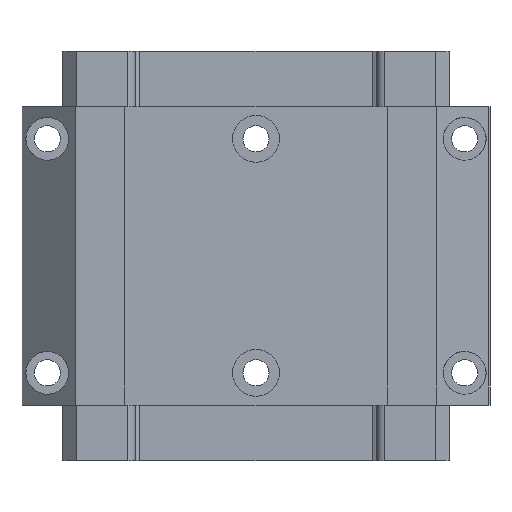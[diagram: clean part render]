
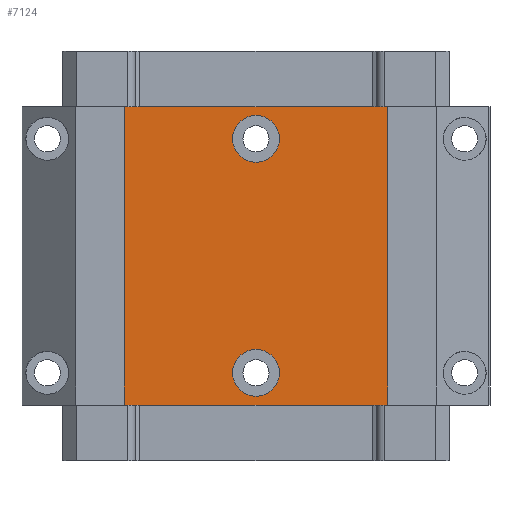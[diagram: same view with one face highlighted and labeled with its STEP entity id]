
A CAD part, front view. The second image highlights one B-rep face of the part: STEP entity #7124.
In plain terms, the highlighted planar face has unit normal (0, -1, 0).
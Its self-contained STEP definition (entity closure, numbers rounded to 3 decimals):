
#119 = FACE_BOUND ( 'NONE', #3943, .T. ) ;
#171 = CIRCLE ( 'NONE', #2695, 6. ) ;
#268 = VERTEX_POINT ( 'NONE', #836 ) ;
#410 = CARTESIAN_POINT ( 'NONE',  ( 33.75, -10.7, -38.25 ) ) ;
#585 = DIRECTION ( 'NONE',  ( 0., 0., 1. ) ) ;
#630 = CARTESIAN_POINT ( 'NONE',  ( 0., -10.7, -24. ) ) ;
#836 = CARTESIAN_POINT ( 'NONE',  ( -33.75, -10.7, 38.25 ) ) ;
#875 = CARTESIAN_POINT ( 'NONE',  ( 0., -10.7, 30. ) ) ;
#931 = CARTESIAN_POINT ( 'NONE',  ( 33.75, -10.7, -45.9 ) ) ;
#1155 = ORIENTED_EDGE ( 'NONE', *, *, #2674, .F. ) ;
#1186 = CARTESIAN_POINT ( 'NONE',  ( 33.75, -10.7, -38.25 ) ) ;
#1223 = CARTESIAN_POINT ( 'NONE',  ( 33.75, -10.7, 38.25 ) ) ;
#1267 = VERTEX_POINT ( 'NONE', #3672 ) ;
#1352 = DIRECTION ( 'NONE',  ( 0., 0., -1. ) ) ;
#1384 = EDGE_CURVE ( 'NONE', #6821, #1267, #1390, .T. ) ;
#1390 = LINE ( 'NONE', #410, #3187 ) ;
#1421 = DIRECTION ( 'NONE',  ( 0., 0., 1. ) ) ;
#1498 = CARTESIAN_POINT ( 'NONE',  ( 33.75, -10.7, 38.25 ) ) ;
#1700 = EDGE_LOOP ( 'NONE', ( #5850, #4930, #2945, #3075 ) ) ;
#1709 = EDGE_CURVE ( 'NONE', #268, #5218, #3182, .T. ) ;
#1778 = AXIS2_PLACEMENT_3D ( 'NONE', #4041, #6379, #6939 ) ;
#2276 = VERTEX_POINT ( 'NONE', #2380 ) ;
#2277 = DIRECTION ( 'NONE',  ( 0., -1., 0. ) ) ;
#2380 = CARTESIAN_POINT ( 'NONE',  ( 0., -10.7, -36. ) ) ;
#2562 = DIRECTION ( 'NONE',  ( 0., -1., 0. ) ) ;
#2578 = LINE ( 'NONE', #3971, #5813 ) ;
#2674 = EDGE_CURVE ( 'NONE', #5901, #2276, #6441, .T. ) ;
#2695 = AXIS2_PLACEMENT_3D ( 'NONE', #875, #2562, #5512 ) ;
#2945 = ORIENTED_EDGE ( 'NONE', *, *, #1384, .F. ) ;
#2987 = FACE_OUTER_BOUND ( 'NONE', #1700, .T. ) ;
#3044 = CARTESIAN_POINT ( 'NONE',  ( 0., -10.7, 30. ) ) ;
#3075 = ORIENTED_EDGE ( 'NONE', *, *, #3897, .F. ) ;
#3124 = AXIS2_PLACEMENT_3D ( 'NONE', #4032, #2277, #585 ) ;
#3128 = DIRECTION ( 'NONE',  ( 1., 0., 0. ) ) ;
#3173 = DIRECTION ( 'NONE',  ( 0., 0., 1. ) ) ;
#3182 = LINE ( 'NONE', #1498, #6853 ) ;
#3187 = VECTOR ( 'NONE', #4451, 1000. ) ;
#3225 = VECTOR ( 'NONE', #1352, 1000. ) ;
#3430 = FACE_BOUND ( 'NONE', #6072, .T. ) ;
#3437 = EDGE_CURVE ( 'NONE', #2276, #5901, #5663, .T. ) ;
#3625 = CARTESIAN_POINT ( 'NONE',  ( 33.75, -10.7, -45.9 ) ) ;
#3658 = AXIS2_PLACEMENT_3D ( 'NONE', #931, #4426, #3173 ) ;
#3672 = CARTESIAN_POINT ( 'NONE',  ( -33.75, -10.7, -38.25 ) ) ;
#3794 = EDGE_CURVE ( 'NONE', #5670, #7056, #171, .T. ) ;
#3855 = CARTESIAN_POINT ( 'NONE',  ( 0., -10.7, 24. ) ) ;
#3897 = EDGE_CURVE ( 'NONE', #5218, #6821, #5495, .T. ) ;
#3943 = EDGE_LOOP ( 'NONE', ( #7130, #4355 ) ) ;
#3971 = CARTESIAN_POINT ( 'NONE',  ( -33.75, -10.7, -45.9 ) ) ;
#4032 = CARTESIAN_POINT ( 'NONE',  ( 0., -10.7, -30. ) ) ;
#4041 = CARTESIAN_POINT ( 'NONE',  ( 0., -10.7, -30. ) ) ;
#4323 = CARTESIAN_POINT ( 'NONE',  ( 0., -10.7, 36. ) ) ;
#4355 = ORIENTED_EDGE ( 'NONE', *, *, #3794, .F. ) ;
#4426 = DIRECTION ( 'NONE',  ( 0., 1., 0. ) ) ;
#4451 = DIRECTION ( 'NONE',  ( -1., 0., 0. ) ) ;
#4818 = ORIENTED_EDGE ( 'NONE', *, *, #3437, .F. ) ;
#4930 = ORIENTED_EDGE ( 'NONE', *, *, #5742, .F. ) ;
#5218 = VERTEX_POINT ( 'NONE', #1223 ) ;
#5495 = LINE ( 'NONE', #3625, #3225 ) ;
#5512 = DIRECTION ( 'NONE',  ( 0., 0., 1. ) ) ;
#5620 = CIRCLE ( 'NONE', #5984, 6. ) ;
#5663 = CIRCLE ( 'NONE', #1778, 6. ) ;
#5670 = VERTEX_POINT ( 'NONE', #3855 ) ;
#5742 = EDGE_CURVE ( 'NONE', #1267, #268, #2578, .T. ) ;
#5813 = VECTOR ( 'NONE', #6225, 1000. ) ;
#5850 = ORIENTED_EDGE ( 'NONE', *, *, #1709, .F. ) ;
#5901 = VERTEX_POINT ( 'NONE', #630 ) ;
#5953 = DIRECTION ( 'NONE',  ( 0., -1., 0. ) ) ;
#5984 = AXIS2_PLACEMENT_3D ( 'NONE', #3044, #5953, #1421 ) ;
#6072 = EDGE_LOOP ( 'NONE', ( #1155, #4818 ) ) ;
#6080 = PLANE ( 'NONE',  #3658 ) ;
#6225 = DIRECTION ( 'NONE',  ( 0., 0., 1. ) ) ;
#6379 = DIRECTION ( 'NONE',  ( 0., -1., 0. ) ) ;
#6441 = CIRCLE ( 'NONE', #3124, 6. ) ;
#6821 = VERTEX_POINT ( 'NONE', #1186 ) ;
#6853 = VECTOR ( 'NONE', #3128, 1000. ) ;
#6939 = DIRECTION ( 'NONE',  ( 0., 0., 1. ) ) ;
#7001 = EDGE_CURVE ( 'NONE', #7056, #5670, #5620, .T. ) ;
#7056 = VERTEX_POINT ( 'NONE', #4323 ) ;
#7124 = ADVANCED_FACE ( 'NONE', ( #119, #3430, #2987 ), #6080, .F. ) ;
#7130 = ORIENTED_EDGE ( 'NONE', *, *, #7001, .F. ) ;
